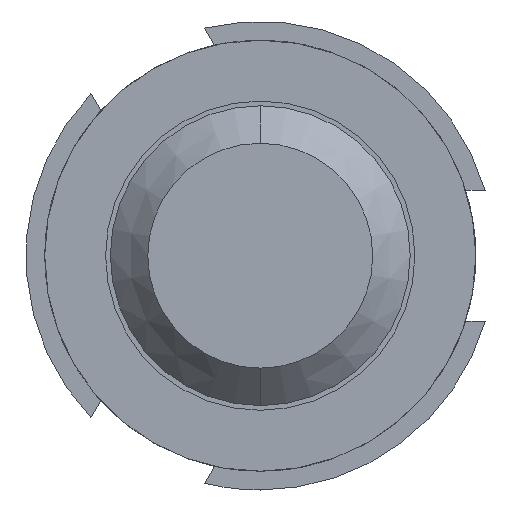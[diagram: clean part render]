
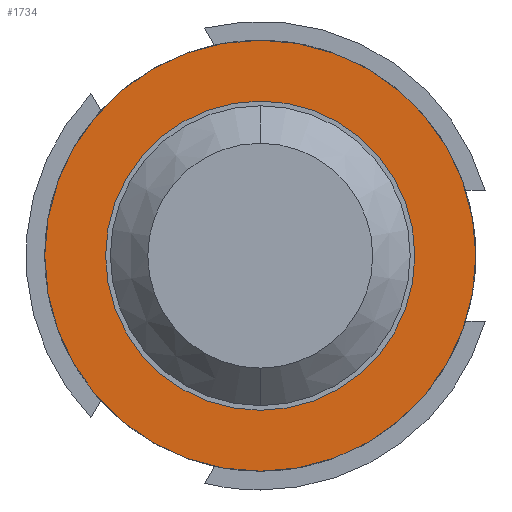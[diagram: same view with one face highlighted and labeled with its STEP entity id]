
A CAD part, front view. The second image highlights one B-rep face of the part: STEP entity #1734.
In plain terms, the highlighted planar face has unit normal (0, -1, 0).
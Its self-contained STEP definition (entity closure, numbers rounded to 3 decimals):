
#296 = DIRECTION ( 'NONE',  ( 0., 1., 0. ) ) ;
#335 = EDGE_CURVE ( 'Defeature ausgef�hrt4_42+Defeature ausgef�hrt4_46+Defeature ausgef�hrt4_46+Defeature ausgef�hrt4_46', #4353, #514, #3973, .T. ) ;
#514 = VERTEX_POINT ( 'NONE', #2975 ) ;
#560 = AXIS2_PLACEMENT_3D ( 'NONE', #4539, #296, #1728 ) ;
#582 = ORIENTED_EDGE ( 'NONE', *, *, #1004, .T. ) ;
#700 = CARTESIAN_POINT ( 'NONE',  ( 0., -1.5, -0.825 ) ) ;
#705 = AXIS2_PLACEMENT_3D ( 'NONE', #1464, #1060, #2830 ) ;
#715 = PLANE ( 'NONE',  #4291 ) ;
#766 = AXIS2_PLACEMENT_3D ( 'NONE', #3657, #2616, #2947 ) ;
#948 = DIRECTION ( 'NONE',  ( 0., 0., 1. ) ) ;
#964 = CARTESIAN_POINT ( 'NONE',  ( 0., -1.5, 0. ) ) ;
#1004 = EDGE_CURVE ( 'Defeature ausgef�hrt4_46+Defeature ausgef�hrt4_45+Defeature ausgef�hrt4_45+Defeature ausgef�hrt4_45', #3281, #2122, #4623, .T. ) ;
#1060 = DIRECTION ( 'NONE',  ( 0., 1., 0. ) ) ;
#1464 = CARTESIAN_POINT ( 'NONE',  ( 0., -1.5, 0. ) ) ;
#1466 = DIRECTION ( 'NONE',  ( 0., 0., 1. ) ) ;
#1482 = CIRCLE ( 'NONE', #766, 1.15 ) ;
#1728 = DIRECTION ( 'NONE',  ( 0., 0., 1. ) ) ;
#1734 = ADVANCED_FACE ( 'Defeature ausgef�hrt4_46', ( #2916, #2015 ), #715, .F. ) ;
#1761 = EDGE_LOOP ( 'NONE', ( #582, #3499 ) ) ;
#1770 = EDGE_CURVE ( 'Defeature ausgef�hrt4_42+Defeature ausgef�hrt4_46+Defeature ausgef�hrt4_46+Defeature ausgef�hrt4_46', #514, #4353, #1482, .T. ) ;
#1885 = CARTESIAN_POINT ( 'NONE',  ( 0., -1.5, 1.15 ) ) ;
#2015 = FACE_BOUND ( 'NONE', #1761, .T. ) ;
#2040 = ORIENTED_EDGE ( 'NONE', *, *, #335, .F. ) ;
#2067 = DIRECTION ( 'NONE',  ( 0., 1., 0. ) ) ;
#2122 = VERTEX_POINT ( 'NONE', #700 ) ;
#2220 = CARTESIAN_POINT ( 'NONE',  ( 0.825, -1.5, 0. ) ) ;
#2331 = AXIS2_PLACEMENT_3D ( 'NONE', #964, #2067, #948 ) ;
#2568 = EDGE_LOOP ( 'NONE', ( #2040, #3847 ) ) ;
#2616 = DIRECTION ( 'NONE',  ( 0., 1., 0. ) ) ;
#2830 = DIRECTION ( 'NONE',  ( 0., 0., 1. ) ) ;
#2916 = FACE_OUTER_BOUND ( 'NONE', #2568, .T. ) ;
#2947 = DIRECTION ( 'NONE',  ( 0., 0., 1. ) ) ;
#2975 = CARTESIAN_POINT ( 'NONE',  ( 0., -1.5, -1.15 ) ) ;
#2978 = CARTESIAN_POINT ( 'NONE',  ( 0., -1.5, 0.825 ) ) ;
#3281 = VERTEX_POINT ( 'NONE', #2978 ) ;
#3497 = EDGE_CURVE ( 'Defeature ausgef�hrt4_46+Defeature ausgef�hrt4_45+Defeature ausgef�hrt4_45+Defeature ausgef�hrt4_45', #2122, #3281, #4274, .T. ) ;
#3499 = ORIENTED_EDGE ( 'NONE', *, *, #3497, .T. ) ;
#3581 = DIRECTION ( 'NONE',  ( 0., 1., 0. ) ) ;
#3657 = CARTESIAN_POINT ( 'NONE',  ( 0., -1.5, 0. ) ) ;
#3847 = ORIENTED_EDGE ( 'NONE', *, *, #1770, .F. ) ;
#3973 = CIRCLE ( 'NONE', #560, 1.15 ) ;
#4274 = CIRCLE ( 'NONE', #2331, 0.825 ) ;
#4291 = AXIS2_PLACEMENT_3D ( 'NONE', #2220, #3581, #1466 ) ;
#4353 = VERTEX_POINT ( 'NONE', #1885 ) ;
#4539 = CARTESIAN_POINT ( 'NONE',  ( 0., -1.5, 0. ) ) ;
#4623 = CIRCLE ( 'NONE', #705, 0.825 ) ;
